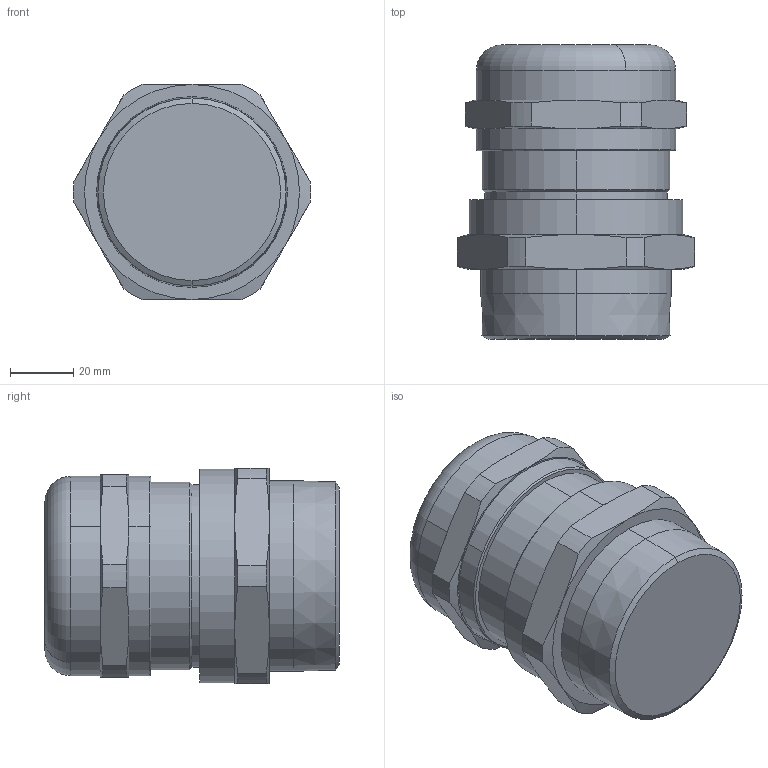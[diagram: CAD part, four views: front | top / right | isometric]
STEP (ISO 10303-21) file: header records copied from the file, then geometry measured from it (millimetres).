
FILE_DESCRIPTION (( 'STEP AP203' ), '1' );
FILE_NAME ('BNEM-E7-2T-WCL.step', '2021-11-30T13:52:03', ( '' ), ( '' ), 'SwSTEP 2.0', 'SolidWorks 2021', '' );
FILE_SCHEMA (( 'CONFIG_CONTROL_DESIGN' ));
Length unit declared in the file: inch
Products named in the file (1): BNEM-E7-2T-WCL
Bounding box: 74.97 x 92.98 x 68 mm (x, y, z)
Volume: 292253.5 mm3; surface area: 27027.8 mm2
Topology: 1 solids, 1 shells, 78 faces, 178 edges, 108 vertices
Faces by surface type: cone 32, cylinder 22, plane 20, torus 4
Entity records: 2225 total; most frequent: CARTESIAN_POINT 461, DIRECTION 376, ORIENTED_EDGE 356, EDGE_CURVE 178, AXIS2_PLACEMENT_3D 167, VERTEX_POINT 108, CIRCLE 88, EDGE_LOOP 84
